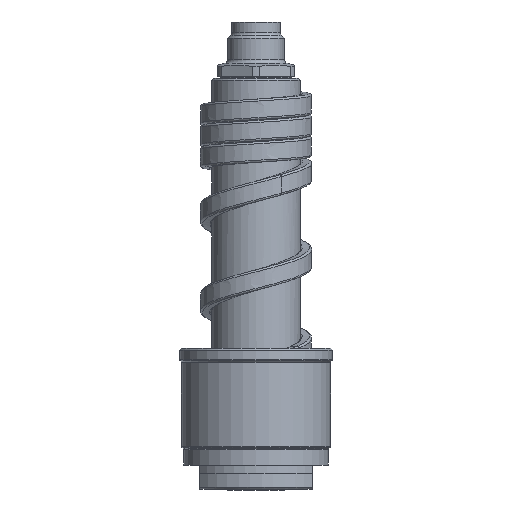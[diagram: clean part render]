
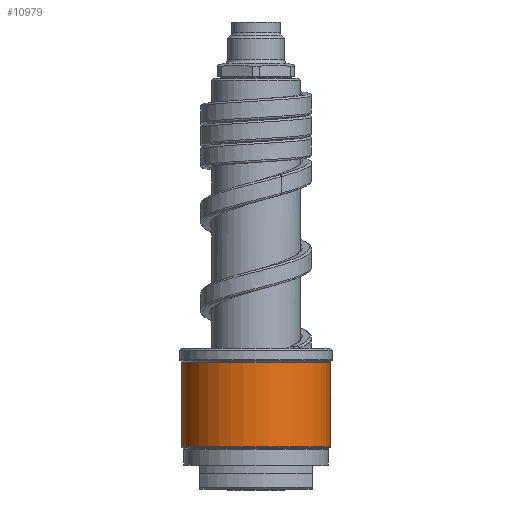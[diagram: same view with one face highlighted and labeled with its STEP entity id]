
A CAD part, front view. The second image highlights one B-rep face of the part: STEP entity #10979.
In plain terms, the highlighted cylindrical face has radius 18.5 mm (diameter 37 mm), a partial arc.
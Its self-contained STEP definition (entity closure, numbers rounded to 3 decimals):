
#3424=CARTESIAN_POINT('',(0.,0.,10.583));
#3425=DIRECTION('',(0.,0.,1.));
#3426=DIRECTION('',(-1.,0.,0.));
#3427=AXIS2_PLACEMENT_3D('',#3424,#3425,#3426);
#3429=DIRECTION('',(0.,0.,-1.));
#3430=VECTOR('',#3429,20.834);
#3431=CARTESIAN_POINT('',(-18.5,0.,31.417));
#3432=LINE('',#3431,#3430);
#3433=CARTESIAN_POINT('',(0.,0.,31.417));
#3434=DIRECTION('',(0.,0.,1.));
#3435=DIRECTION('',(-1.,0.,0.));
#3436=AXIS2_PLACEMENT_3D('',#3433,#3434,#3435);
#3438=DIRECTION('',(0.,0.,-1.));
#3439=VECTOR('',#3438,20.834);
#3440=CARTESIAN_POINT('',(18.5,0.,31.417));
#3441=LINE('',#3440,#3439);
#6253=CARTESIAN_POINT('',(18.5,0.,31.417));
#6254=CARTESIAN_POINT('',(-18.5,0.,31.417));
#6255=VERTEX_POINT('',#6253);
#6256=VERTEX_POINT('',#6254);
#6279=CARTESIAN_POINT('',(18.5,0.,10.583));
#6280=VERTEX_POINT('',#6279);
#6281=CARTESIAN_POINT('',(-18.5,0.,10.583));
#6282=VERTEX_POINT('',#6281);
#10967=CARTESIAN_POINT('',(0.,0.,8.75));
#10968=DIRECTION('',(0.,0.,1.));
#10969=DIRECTION('',(-1.,0.,0.));
#10970=AXIS2_PLACEMENT_3D('',#10967,#10968,#10969);
#10971=CYLINDRICAL_SURFACE('',#10970,18.5);
#10972=ORIENTED_EDGE('',*,*,#8962,.F.);
#10973=ORIENTED_EDGE('',*,*,#8943,.F.);
#10975=ORIENTED_EDGE('',*,*,#10974,.T.);
#10976=ORIENTED_EDGE('',*,*,#8939,.T.);
#10977=EDGE_LOOP('',(#10972,#10973,#10975,#10976));
#10978=FACE_OUTER_BOUND('',#10977,.F.);
#3428=CIRCLE('',#3427,18.5);
#3437=CIRCLE('',#3436,18.5);
#8939=EDGE_CURVE('',#6255,#6280,#3441,.T.);
#8943=EDGE_CURVE('',#6256,#6282,#3432,.T.);
#8962=EDGE_CURVE('',#6282,#6280,#3428,.T.);
#10974=EDGE_CURVE('',#6256,#6255,#3437,.T.);
#10979=ADVANCED_FACE('',(#10978),#10971,.T.);
